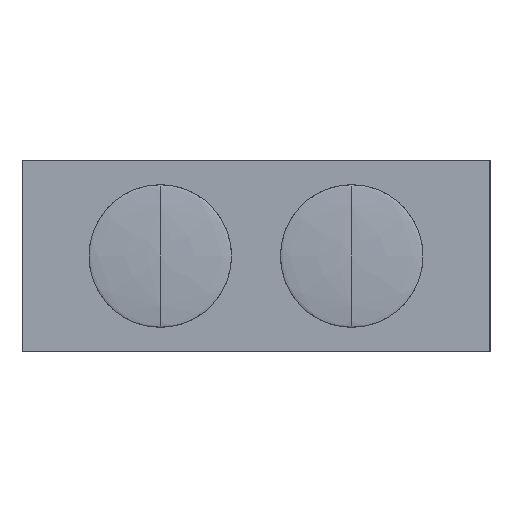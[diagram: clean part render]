
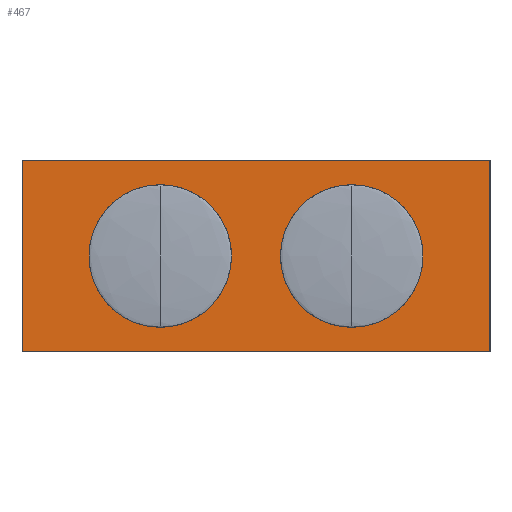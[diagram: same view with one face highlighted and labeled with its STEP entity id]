
A CAD part, left-side view. The second image highlights one B-rep face of the part: STEP entity #467.
In plain terms, the highlighted planar face has unit normal (-1, 0, 0).
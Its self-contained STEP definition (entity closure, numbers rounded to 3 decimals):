
#25 = CARTESIAN_POINT ( 'NONE',  ( -15., -11., 4.5 ) ) ;
#30 = CARTESIAN_POINT ( 'NONE',  ( -15., 11., -4.5 ) ) ;
#34 = VECTOR ( 'NONE', #103, 1000. ) ;
#70 = LINE ( 'NONE', #25, #362 ) ;
#76 = AXIS2_PLACEMENT_3D ( 'NONE', #496, #615, #667 ) ;
#79 = CARTESIAN_POINT ( 'NONE',  ( -15., -11., 4.5 ) ) ;
#81 = EDGE_CURVE ( 'NONE', #484, #669, #205, .T. ) ;
#95 = DIRECTION ( 'NONE',  ( 0., 0., -1. ) ) ;
#98 = PLANE ( 'NONE',  #76 ) ;
#103 = DIRECTION ( 'NONE',  ( 0., -1., 0. ) ) ;
#156 = ORIENTED_EDGE ( 'NONE', *, *, #493, .F. ) ;
#168 = ORIENTED_EDGE ( 'NONE', *, *, #469, .T. ) ;
#205 = LINE ( 'NONE', #681, #34 ) ;
#245 = VERTEX_POINT ( 'NONE', #523 ) ;
#319 = LINE ( 'NONE', #608, #542 ) ;
#356 = EDGE_CURVE ( 'NONE', #245, #644, #70, .T. ) ;
#362 = VECTOR ( 'NONE', #599, 1000. ) ;
#368 = LINE ( 'NONE', #722, #550 ) ;
#376 = DIRECTION ( 'NONE',  ( 0., 0., -1. ) ) ;
#412 = CARTESIAN_POINT ( 'NONE',  ( -15., -11., -4.5 ) ) ;
#467 = ADVANCED_FACE ( 'NONE', ( #543 ), #98, .F. ) ;
#469 = EDGE_CURVE ( 'NONE', #245, #484, #368, .T. ) ;
#474 = EDGE_LOOP ( 'NONE', ( #555, #156, #607, #168 ) ) ;
#484 = VERTEX_POINT ( 'NONE', #30 ) ;
#493 = EDGE_CURVE ( 'NONE', #644, #669, #319, .T. ) ;
#496 = CARTESIAN_POINT ( 'NONE',  ( -15., -11., 4.5 ) ) ;
#523 = CARTESIAN_POINT ( 'NONE',  ( -15., 11., 4.5 ) ) ;
#542 = VECTOR ( 'NONE', #376, 1000. ) ;
#543 = FACE_OUTER_BOUND ( 'NONE', #474, .T. ) ;
#550 = VECTOR ( 'NONE', #95, 1000. ) ;
#555 = ORIENTED_EDGE ( 'NONE', *, *, #81, .T. ) ;
#599 = DIRECTION ( 'NONE',  ( 0., -1., 0. ) ) ;
#607 = ORIENTED_EDGE ( 'NONE', *, *, #356, .F. ) ;
#608 = CARTESIAN_POINT ( 'NONE',  ( -15., -11., 4.5 ) ) ;
#615 = DIRECTION ( 'NONE',  ( 1., 0., 0. ) ) ;
#644 = VERTEX_POINT ( 'NONE', #79 ) ;
#667 = DIRECTION ( 'NONE',  ( 0., 0., -1. ) ) ;
#669 = VERTEX_POINT ( 'NONE', #412 ) ;
#681 = CARTESIAN_POINT ( 'NONE',  ( -15., -11., -4.5 ) ) ;
#722 = CARTESIAN_POINT ( 'NONE',  ( -15., 11., 4.5 ) ) ;
